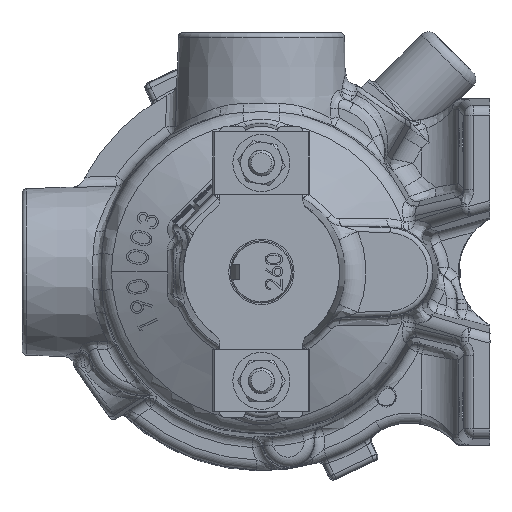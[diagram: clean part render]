
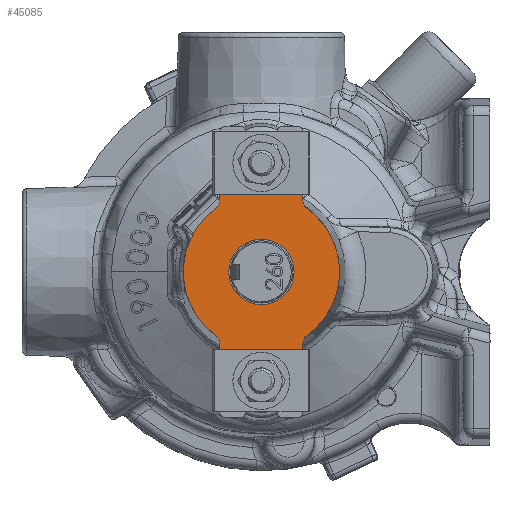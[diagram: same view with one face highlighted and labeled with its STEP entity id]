
A CAD part, left-side view. The second image highlights one B-rep face of the part: STEP entity #45085.
In plain terms, the highlighted planar face has unit normal (-1, 0, 0).
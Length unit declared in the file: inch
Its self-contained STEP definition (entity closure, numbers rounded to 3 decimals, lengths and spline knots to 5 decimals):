
#786 = ORIENTED_EDGE ( 'NONE', *, *, #14121, .T. ) ;
#823 = VERTEX_POINT ( 'NONE', #53339 ) ;
#1357 = CARTESIAN_POINT ( 'NONE',  ( -5.6297, -0.5, 1.75 ) ) ;
#1745 = ORIENTED_EDGE ( 'NONE', *, *, #35927, .T. ) ;
#2171 = PLANE ( 'NONE',  #19442 ) ;
#2675 = VERTEX_POINT ( 'NONE', #66869 ) ;
#3205 = AXIS2_PLACEMENT_3D ( 'NONE', #6442, #54390, #47368 ) ;
#3654 = VERTEX_POINT ( 'NONE', #80852 ) ;
#4239 = ORIENTED_EDGE ( 'NONE', *, *, #67197, .T. ) ;
#4640 = EDGE_CURVE ( 'NONE', #5145, #69689, #99248, .T. ) ;
#4754 = EDGE_CURVE ( 'NONE', #47257, #28209, #55604, .T. ) ;
#5145 = VERTEX_POINT ( 'NONE', #49402 ) ;
#6442 = CARTESIAN_POINT ( 'NONE',  ( -5.6297, 0., 0. ) ) ;
#7569 = ORIENTED_EDGE ( 'NONE', *, *, #57775, .T. ) ;
#8914 = CARTESIAN_POINT ( 'NONE',  ( -5.6297, 0.5623, -0.935 ) ) ;
#9229 = CIRCLE ( 'NONE', #70117, 0.3925 ) ;
#13311 = VECTOR ( 'NONE', #17970, 39.37008 ) ;
#13370 = AXIS2_PLACEMENT_3D ( 'NONE', #69755, #23238, #77561 ) ;
#14121 = EDGE_CURVE ( 'NONE', #78563, #55829, #54149, .T. ) ;
#14145 = VECTOR ( 'NONE', #94662, 39.37008 ) ;
#14536 = ORIENTED_EDGE ( 'NONE', *, *, #69183, .T. ) ;
#17970 = DIRECTION ( 'NONE',  ( 0., 0., 1. ) ) ;
#18457 = ORIENTED_EDGE ( 'NONE', *, *, #19062, .T. ) ;
#19062 = EDGE_CURVE ( 'NONE', #68798, #3654, #76111, .T. ) ;
#19442 = AXIS2_PLACEMENT_3D ( 'NONE', #33399, #87728, #41263 ) ;
#20004 = CARTESIAN_POINT ( 'NONE',  ( -5.6297, 0.5, -0.85977 ) ) ;
#22507 = CARTESIAN_POINT ( 'NONE',  ( -5.6297, -0.5, -0.935 ) ) ;
#23238 = DIRECTION ( 'NONE',  ( 1., 0., 0. ) ) ;
#24288 = DIRECTION ( 'NONE',  ( -1., 0., 0. ) ) ;
#24542 = VECTOR ( 'NONE', #74742, 39.37008 ) ;
#26923 = CARTESIAN_POINT ( 'NONE',  ( -5.6297, 0.5, -1.75 ) ) ;
#28209 = VERTEX_POINT ( 'NONE', #76603 ) ;
#28757 = CIRCLE ( 'NONE', #13370, 0.3925 ) ;
#28785 = DIRECTION ( 'NONE',  ( 1., 0., 0. ) ) ;
#30787 = CIRCLE ( 'NONE', #94180, 0.12 ) ;
#33155 = CARTESIAN_POINT ( 'NONE',  ( -5.6297, -0.54981, -0.76244 ) ) ;
#33186 = DIRECTION ( 'NONE',  ( 1., 0., 0. ) ) ;
#33399 = CARTESIAN_POINT ( 'NONE',  ( -5.6297, 0., 0. ) ) ;
#33938 = VECTOR ( 'NONE', #63285, 39.37008 ) ;
#34309 = CARTESIAN_POINT ( 'NONE',  ( -5.6297, -0.62, -0.85977 ) ) ;
#35252 = EDGE_CURVE ( 'NONE', #5145, #52074, #63543, .T. ) ;
#35296 = ORIENTED_EDGE ( 'NONE', *, *, #73491, .T. ) ;
#35867 = EDGE_LOOP ( 'NONE', ( #41521, #14536 ) ) ;
#35927 = EDGE_CURVE ( 'NONE', #3654, #59265, #93806, .T. ) ;
#40239 = VERTEX_POINT ( 'NONE', #20004 ) ;
#41263 = DIRECTION ( 'NONE',  ( 0., 0., 1. ) ) ;
#41521 = ORIENTED_EDGE ( 'NONE', *, *, #57221, .T. ) ;
#42177 = DIRECTION ( 'NONE',  ( 0., 0., -1. ) ) ;
#42806 = LINE ( 'NONE', #26923, #24542 ) ;
#43343 = CARTESIAN_POINT ( 'NONE',  ( -5.6297, 0.62, 0.85977 ) ) ;
#45085 = ADVANCED_FACE ( 'NONE', ( #74587, #64902 ), #2171, .T. ) ;
#45690 = CIRCLE ( 'NONE', #76633, 0.12 ) ;
#46126 = CARTESIAN_POINT ( 'NONE',  ( -5.6297, 0.62, -0.85977 ) ) ;
#46869 = ORIENTED_EDGE ( 'NONE', *, *, #61893, .T. ) ;
#47163 = VERTEX_POINT ( 'NONE', #93725 ) ;
#47257 = VERTEX_POINT ( 'NONE', #22507 ) ;
#47368 = DIRECTION ( 'NONE',  ( 0., 0., 1. ) ) ;
#48196 = ORIENTED_EDGE ( 'NONE', *, *, #84626, .T. ) ;
#49402 = CARTESIAN_POINT ( 'NONE',  ( -5.6297, 0.5, 0.935 ) ) ;
#51182 = DIRECTION ( 'NONE',  ( 0., 0., 1. ) ) ;
#52074 = VERTEX_POINT ( 'NONE', #66702 ) ;
#53339 = CARTESIAN_POINT ( 'NONE',  ( -5.6297, 0.5, -0.935 ) ) ;
#53741 = CARTESIAN_POINT ( 'NONE',  ( -5.6297, 0.5, 0.85977 ) ) ;
#53907 = DIRECTION ( 'NONE',  ( 0., 0., 1. ) ) ;
#54149 = CIRCLE ( 'NONE', #3205, 0.94 ) ;
#54208 = AXIS2_PLACEMENT_3D ( 'NONE', #79680, #33186, #87511 ) ;
#54390 = DIRECTION ( 'NONE',  ( -1., 0., 0. ) ) ;
#54782 = LINE ( 'NONE', #1357, #13311 ) ;
#55242 = CARTESIAN_POINT ( 'NONE',  ( -5.6297, -0.5, 0.85977 ) ) ;
#55604 = LINE ( 'NONE', #95800, #14145 ) ;
#55829 = VERTEX_POINT ( 'NONE', #73050 ) ;
#57221 = EDGE_CURVE ( 'NONE', #2675, #47163, #9229, .T. ) ;
#57775 = EDGE_CURVE ( 'NONE', #69689, #78563, #45690, .T. ) ;
#58028 = VECTOR ( 'NONE', #97705, 39.37008 ) ;
#59265 = VERTEX_POINT ( 'NONE', #55242 ) ;
#61153 = VECTOR ( 'NONE', #82647, 39.37008 ) ;
#61893 = EDGE_CURVE ( 'NONE', #55829, #40239, #30787, .T. ) ;
#63285 = DIRECTION ( 'NONE',  ( 0., -1., 0. ) ) ;
#63459 = ORIENTED_EDGE ( 'NONE', *, *, #35252, .F. ) ;
#63543 = LINE ( 'NONE', #98244, #61153 ) ;
#64902 = FACE_OUTER_BOUND ( 'NONE', #94543, .T. ) ;
#66702 = CARTESIAN_POINT ( 'NONE',  ( -5.6297, -0.5, 0.935 ) ) ;
#66869 = CARTESIAN_POINT ( 'NONE',  ( -5.6297, 0., 0.3925 ) ) ;
#67197 = EDGE_CURVE ( 'NONE', #28209, #68798, #76168, .T. ) ;
#68798 = VERTEX_POINT ( 'NONE', #33155 ) ;
#69183 = EDGE_CURVE ( 'NONE', #47163, #2675, #28757, .T. ) ;
#69689 = VERTEX_POINT ( 'NONE', #53741 ) ;
#69755 = CARTESIAN_POINT ( 'NONE',  ( -5.6297, 0., 0. ) ) ;
#70117 = AXIS2_PLACEMENT_3D ( 'NONE', #75321, #28785, #83126 ) ;
#70807 = CARTESIAN_POINT ( 'NONE',  ( -5.6297, 0., 0. ) ) ;
#73050 = CARTESIAN_POINT ( 'NONE',  ( -5.6297, 0.54981, -0.76244 ) ) ;
#73491 = EDGE_CURVE ( 'NONE', #823, #47257, #93409, .T. ) ;
#73819 = AXIS2_PLACEMENT_3D ( 'NONE', #34309, #88627, #42177 ) ;
#74525 = AXIS2_PLACEMENT_3D ( 'NONE', #70807, #24288, #78615 ) ;
#74587 = FACE_BOUND ( 'NONE', #35867, .T. ) ;
#74742 = DIRECTION ( 'NONE',  ( 0., 0., -1. ) ) ;
#75321 = CARTESIAN_POINT ( 'NONE',  ( -5.6297, 0., 0. ) ) ;
#76111 = CIRCLE ( 'NONE', #74525, 0.94 ) ;
#76168 = CIRCLE ( 'NONE', #73819, 0.12 ) ;
#76603 = CARTESIAN_POINT ( 'NONE',  ( -5.6297, -0.5, -0.85977 ) ) ;
#76633 = AXIS2_PLACEMENT_3D ( 'NONE', #43343, #97622, #51182 ) ;
#77561 = DIRECTION ( 'NONE',  ( 0., 0., 1. ) ) ;
#78522 = ORIENTED_EDGE ( 'NONE', *, *, #4754, .T. ) ;
#78563 = VERTEX_POINT ( 'NONE', #96492 ) ;
#78615 = DIRECTION ( 'NONE',  ( 0., 0., -1. ) ) ;
#79680 = CARTESIAN_POINT ( 'NONE',  ( -5.6297, -0.62, 0.85977 ) ) ;
#80852 = CARTESIAN_POINT ( 'NONE',  ( -5.6297, -0.54981, 0.76244 ) ) ;
#82647 = DIRECTION ( 'NONE',  ( 0., -1., 0. ) ) ;
#83126 = DIRECTION ( 'NONE',  ( 0., 0., 1. ) ) ;
#84092 = ORIENTED_EDGE ( 'NONE', *, *, #91730, .T. ) ;
#84626 = EDGE_CURVE ( 'NONE', #59265, #52074, #54782, .T. ) ;
#87511 = DIRECTION ( 'NONE',  ( 0., 0., -1. ) ) ;
#87728 = DIRECTION ( 'NONE',  ( -1., 0., 0. ) ) ;
#88627 = DIRECTION ( 'NONE',  ( 1., 0., 0. ) ) ;
#91730 = EDGE_CURVE ( 'NONE', #40239, #823, #42806, .T. ) ;
#92226 = ORIENTED_EDGE ( 'NONE', *, *, #4640, .T. ) ;
#93409 = LINE ( 'NONE', #8914, #33938 ) ;
#93725 = CARTESIAN_POINT ( 'NONE',  ( -5.6297, 0., -0.3925 ) ) ;
#93806 = CIRCLE ( 'NONE', #54208, 0.12 ) ;
#94180 = AXIS2_PLACEMENT_3D ( 'NONE', #46126, #100312, #53907 ) ;
#94543 = EDGE_LOOP ( 'NONE', ( #63459, #92226, #7569, #786, #46869, #84092, #35296, #78522, #4239, #18457, #1745, #48196 ) ) ;
#94662 = DIRECTION ( 'NONE',  ( 0., 0., 1. ) ) ;
#95800 = CARTESIAN_POINT ( 'NONE',  ( -5.6297, -0.5, -0.79599 ) ) ;
#96492 = CARTESIAN_POINT ( 'NONE',  ( -5.6297, 0.54981, 0.76244 ) ) ;
#97622 = DIRECTION ( 'NONE',  ( 1., 0., 0. ) ) ;
#97705 = DIRECTION ( 'NONE',  ( 0., 0., -1. ) ) ;
#98244 = CARTESIAN_POINT ( 'NONE',  ( -5.6297, 0.5623, 0.935 ) ) ;
#99248 = LINE ( 'NONE', #100581, #58028 ) ;
#100312 = DIRECTION ( 'NONE',  ( 1., 0., 0. ) ) ;
#100581 = CARTESIAN_POINT ( 'NONE',  ( -5.6297, 0.5, 0.79599 ) ) ;
